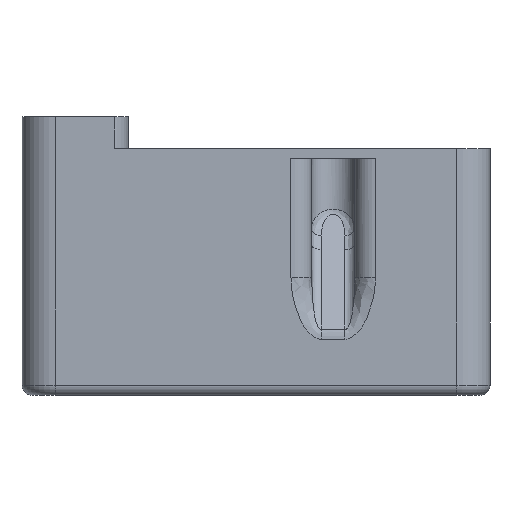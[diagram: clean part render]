
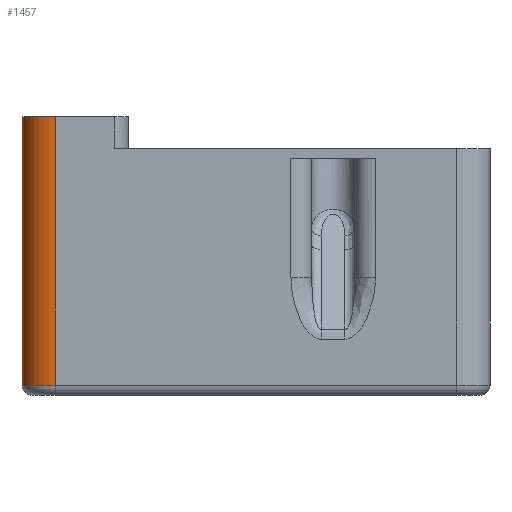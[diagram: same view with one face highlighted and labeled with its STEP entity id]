
A CAD part, left-side view. The second image highlights one B-rep face of the part: STEP entity #1457.
In plain terms, the highlighted cylindrical face has radius 5.2 mm (diameter 10.4 mm), a partial arc.
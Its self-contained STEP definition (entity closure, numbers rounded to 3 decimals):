
#32 = PLANE('',#33);
#33 = AXIS2_PLACEMENT_3D('',#34,#35,#36);
#34 = CARTESIAN_POINT('',(-74.6,35.,0.));
#35 = DIRECTION('',(1.,0.,-0.));
#36 = DIRECTION('',(0.,-1.,0.));
#527 = VERTEX_POINT('',#528);
#528 = CARTESIAN_POINT('',(-74.6,31.4,0.));
#554 = EDGE_CURVE('',#527,#555,#557,.T.);
#555 = VERTEX_POINT('',#556);
#556 = CARTESIAN_POINT('',(-74.6,31.4,42.));
#557 = SURFACE_CURVE('',#558,(#562,#569),.PCURVE_S1.);
#558 = LINE('',#559,#560);
#559 = CARTESIAN_POINT('',(-74.6,31.4,0.));
#560 = VECTOR('',#561,1.);
#561 = DIRECTION('',(0.,0.,1.));
#562 = PCURVE('',#32,#563);
#563 = DEFINITIONAL_REPRESENTATION('',(#564),#568);
#564 = LINE('',#565,#566);
#565 = CARTESIAN_POINT('',(3.6,0.));
#566 = VECTOR('',#567,1.);
#567 = DIRECTION('',(0.,-1.));
#568 = ( GEOMETRIC_REPRESENTATION_CONTEXT(2) 
PARAMETRIC_REPRESENTATION_CONTEXT() REPRESENTATION_CONTEXT('2D SPACE',''
  ) );
#569 = PCURVE('',#570,#575);
#570 = CYLINDRICAL_SURFACE('',#571,5.2);
#571 = AXIS2_PLACEMENT_3D('',#572,#573,#574);
#572 = CARTESIAN_POINT('',(-69.4,31.4,0.));
#573 = DIRECTION('',(0.,0.,1.));
#574 = DIRECTION('',(-0.,1.,0.));
#575 = DEFINITIONAL_REPRESENTATION('',(#576),#580);
#576 = LINE('',#577,#578);
#577 = CARTESIAN_POINT('',(1.571,0.));
#578 = VECTOR('',#579,1.);
#579 = DIRECTION('',(0.,1.));
#580 = ( GEOMETRIC_REPRESENTATION_CONTEXT(2) 
PARAMETRIC_REPRESENTATION_CONTEXT() REPRESENTATION_CONTEXT('2D SPACE',''
  ) );
#598 = PLANE('',#599);
#599 = AXIS2_PLACEMENT_3D('',#600,#601,#602);
#600 = CARTESIAN_POINT('',(0.,0.,42.));
#601 = DIRECTION('',(0.,0.,1.));
#602 = DIRECTION('',(1.,0.,-0.));
#1423 = TOROIDAL_SURFACE('',#1424,3.6,1.6);
#1424 = AXIS2_PLACEMENT_3D('',#1425,#1426,#1427);
#1425 = CARTESIAN_POINT('',(-69.4,31.4,0.));
#1426 = DIRECTION('',(0.,0.,1.));
#1427 = DIRECTION('',(0.,-1.,0.));
#1457 = ADVANCED_FACE('',(#1458),#570,.T.);
#1458 = FACE_BOUND('',#1459,.T.);
#1459 = EDGE_LOOP('',(#1460,#1484,#1485,#1509));
#1460 = ORIENTED_EDGE('',*,*,#1461,.T.);
#1461 = EDGE_CURVE('',#1462,#527,#1464,.T.);
#1462 = VERTEX_POINT('',#1463);
#1463 = CARTESIAN_POINT('',(-69.4,36.6,0.));
#1464 = SURFACE_CURVE('',#1465,(#1470,#1477),.PCURVE_S1.);
#1465 = CIRCLE('',#1466,5.2);
#1466 = AXIS2_PLACEMENT_3D('',#1467,#1468,#1469);
#1467 = CARTESIAN_POINT('',(-69.4,31.4,0.));
#1468 = DIRECTION('',(-0.,0.,1.));
#1469 = DIRECTION('',(0.,-1.,0.));
#1470 = PCURVE('',#570,#1471);
#1471 = DEFINITIONAL_REPRESENTATION('',(#1472),#1476);
#1472 = LINE('',#1473,#1474);
#1473 = CARTESIAN_POINT('',(-3.142,0.));
#1474 = VECTOR('',#1475,1.);
#1475 = DIRECTION('',(1.,0.));
#1476 = ( GEOMETRIC_REPRESENTATION_CONTEXT(2) 
PARAMETRIC_REPRESENTATION_CONTEXT() REPRESENTATION_CONTEXT('2D SPACE',''
  ) );
#1477 = PCURVE('',#1423,#1478);
#1478 = DEFINITIONAL_REPRESENTATION('',(#1479),#1483);
#1479 = LINE('',#1480,#1481);
#1480 = CARTESIAN_POINT('',(0.,6.283));
#1481 = VECTOR('',#1482,1.);
#1482 = DIRECTION('',(1.,0.));
#1483 = ( GEOMETRIC_REPRESENTATION_CONTEXT(2) 
PARAMETRIC_REPRESENTATION_CONTEXT() REPRESENTATION_CONTEXT('2D SPACE',''
  ) );
#1484 = ORIENTED_EDGE('',*,*,#554,.T.);
#1485 = ORIENTED_EDGE('',*,*,#1486,.F.);
#1486 = EDGE_CURVE('',#1487,#555,#1489,.T.);
#1487 = VERTEX_POINT('',#1488);
#1488 = CARTESIAN_POINT('',(-69.4,36.6,42.));
#1489 = SURFACE_CURVE('',#1490,(#1495,#1502),.PCURVE_S1.);
#1490 = CIRCLE('',#1491,5.2);
#1491 = AXIS2_PLACEMENT_3D('',#1492,#1493,#1494);
#1492 = CARTESIAN_POINT('',(-69.4,31.4,42.));
#1493 = DIRECTION('',(-0.,0.,1.));
#1494 = DIRECTION('',(0.,-1.,0.));
#1495 = PCURVE('',#570,#1496);
#1496 = DEFINITIONAL_REPRESENTATION('',(#1497),#1501);
#1497 = LINE('',#1498,#1499);
#1498 = CARTESIAN_POINT('',(-3.142,42.));
#1499 = VECTOR('',#1500,1.);
#1500 = DIRECTION('',(1.,0.));
#1501 = ( GEOMETRIC_REPRESENTATION_CONTEXT(2) 
PARAMETRIC_REPRESENTATION_CONTEXT() REPRESENTATION_CONTEXT('2D SPACE',''
  ) );
#1502 = PCURVE('',#598,#1503);
#1503 = DEFINITIONAL_REPRESENTATION('',(#1504),#1508);
#1504 = CIRCLE('',#1505,5.2);
#1505 = AXIS2_PLACEMENT_2D('',#1506,#1507);
#1506 = CARTESIAN_POINT('',(-69.4,31.4));
#1507 = DIRECTION('',(0.,-1.));
#1508 = ( GEOMETRIC_REPRESENTATION_CONTEXT(2) 
PARAMETRIC_REPRESENTATION_CONTEXT() REPRESENTATION_CONTEXT('2D SPACE',''
  ) );
#1509 = ORIENTED_EDGE('',*,*,#1510,.F.);
#1510 = EDGE_CURVE('',#1462,#1487,#1511,.T.);
#1511 = SURFACE_CURVE('',#1512,(#1516,#1523),.PCURVE_S1.);
#1512 = LINE('',#1513,#1514);
#1513 = CARTESIAN_POINT('',(-69.4,36.6,0.));
#1514 = VECTOR('',#1515,1.);
#1515 = DIRECTION('',(0.,0.,1.));
#1516 = PCURVE('',#570,#1517);
#1517 = DEFINITIONAL_REPRESENTATION('',(#1518),#1522);
#1518 = LINE('',#1519,#1520);
#1519 = CARTESIAN_POINT('',(0.,0.));
#1520 = VECTOR('',#1521,1.);
#1521 = DIRECTION('',(0.,1.));
#1522 = ( GEOMETRIC_REPRESENTATION_CONTEXT(2) 
PARAMETRIC_REPRESENTATION_CONTEXT() REPRESENTATION_CONTEXT('2D SPACE',''
  ) );
#1523 = PCURVE('',#1524,#1529);
#1524 = PLANE('',#1525);
#1525 = AXIS2_PLACEMENT_3D('',#1526,#1527,#1528);
#1526 = CARTESIAN_POINT('',(73.,36.6,0.));
#1527 = DIRECTION('',(0.,-1.,0.));
#1528 = DIRECTION('',(-1.,0.,0.));
#1529 = DEFINITIONAL_REPRESENTATION('',(#1530),#1534);
#1530 = LINE('',#1531,#1532);
#1531 = CARTESIAN_POINT('',(142.4,0.));
#1532 = VECTOR('',#1533,1.);
#1533 = DIRECTION('',(0.,-1.));
#1534 = ( GEOMETRIC_REPRESENTATION_CONTEXT(2) 
PARAMETRIC_REPRESENTATION_CONTEXT() REPRESENTATION_CONTEXT('2D SPACE',''
  ) );
